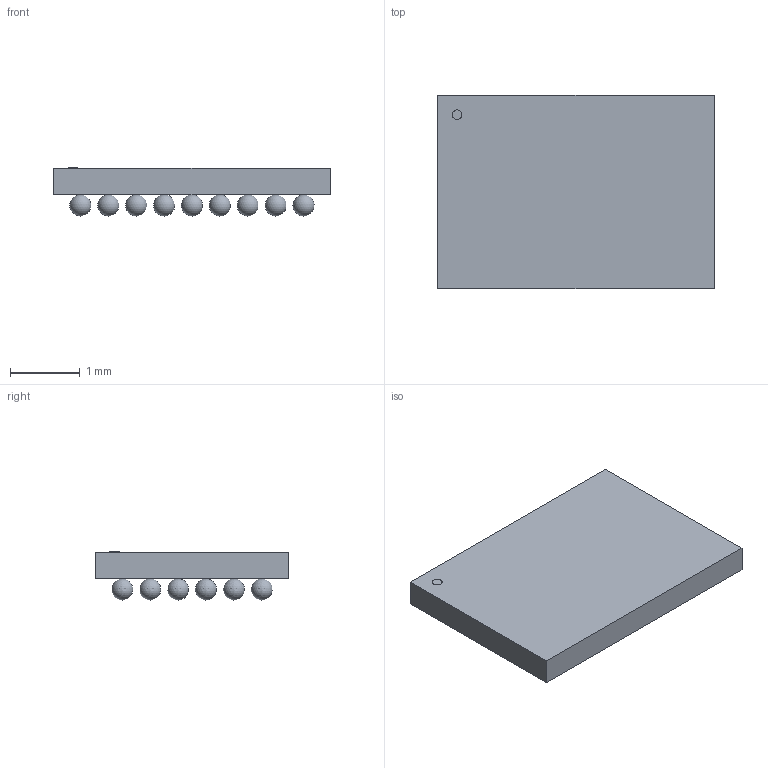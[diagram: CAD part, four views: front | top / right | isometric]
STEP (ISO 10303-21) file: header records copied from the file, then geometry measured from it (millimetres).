
FILE_DESCRIPTION(('STEP AP214'),'1');
FILE_NAME('21-100122A_W542C31','2019-10-11T21:38:25',(''),(''),'','','');
FILE_SCHEMA(('AUTOMOTIVE_DESIGN'));
Length unit declared in the file: millimetre
Products named in the file (1): product
Bounding box: 3.96 x 2.77 x 0.69 mm (x, y, z)
Volume: 0.8 mm3; surface area: 69.9 mm2
Topology: 55 solids, 67 shells, 69 faces, 213 edges, 158 vertices
Faces by surface type: sphere 54, plane 14, cylinder 1
Full cylindrical faces by diameter (mm): 0.138 x1
Entity records: 1248 total; most frequent: CARTESIAN_POINT 225, DIRECTION 194, VERTEX_POINT 152, AXIS2_PLACEMENT_3D 73, STYLED_ITEM 69, ADVANCED_FACE 69, FACE_BOUND 55, SPHERICAL_SURFACE 54
